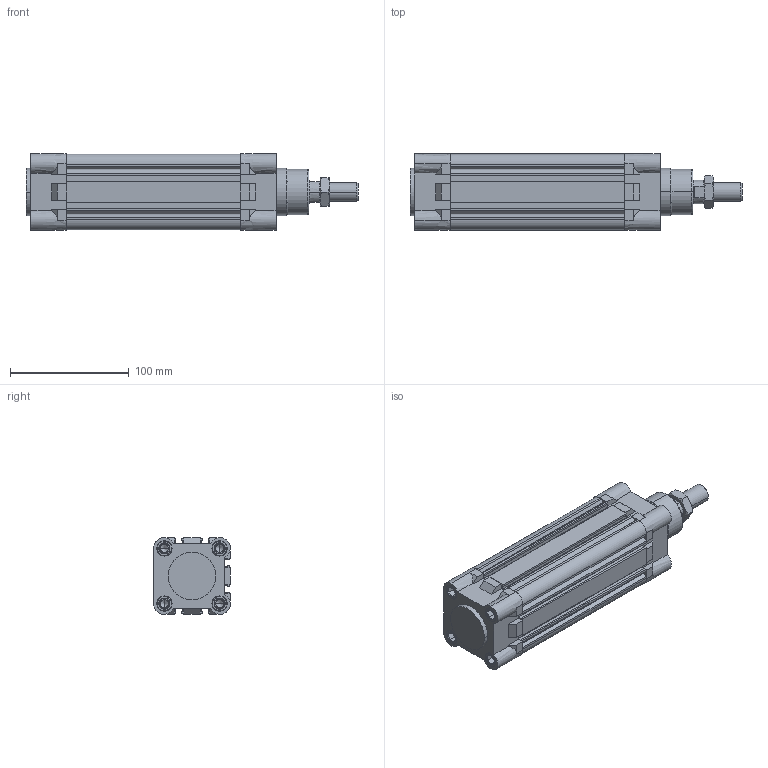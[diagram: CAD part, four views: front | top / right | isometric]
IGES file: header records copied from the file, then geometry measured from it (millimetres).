
Start section: SolidWorks IGES file using analytic representation for surfaces
Global section: file name: EC_001_050_0100.IGS; native system: SolidWorks 2013; preprocessor: SolidWorks 2013; author: jstruzik; date: 151204.112831; units: millimetre
Bounding box: 279.6 x 64.4 x 64.4 mm (x, y, z)
Volume: 583086.5 mm3; surface area: 183374 mm2
Topology: 15 solids, 15 shells, 789 faces, 1932 edges, 1215 vertices
Faces by surface type: plane 437, revolution 339, bspline 13
